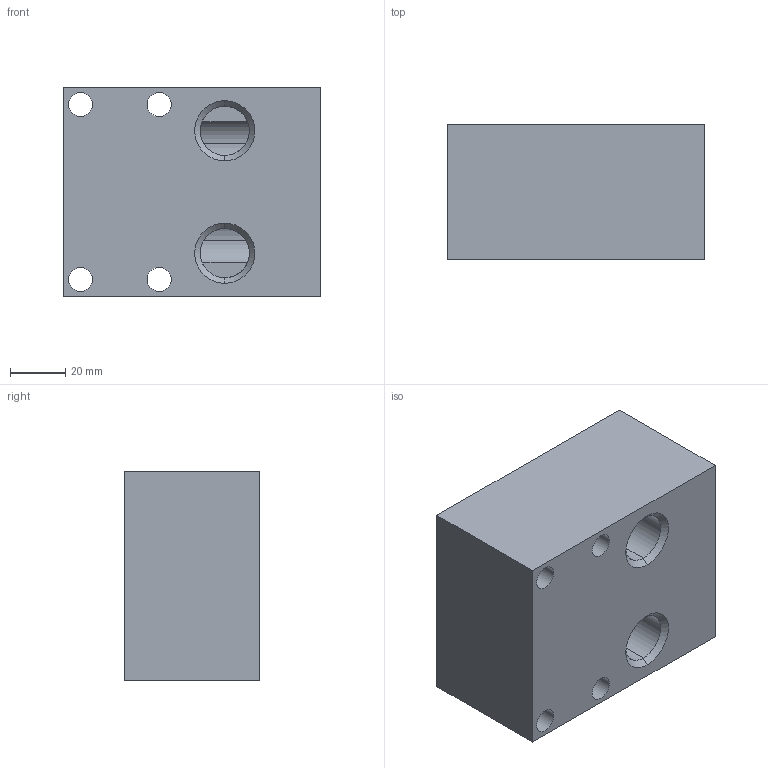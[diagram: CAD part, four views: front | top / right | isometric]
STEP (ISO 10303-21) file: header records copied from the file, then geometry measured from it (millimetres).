
FILE_DESCRIPTION((''),'2;1');
FILE_NAME('YWB_ASM','2023-02-24T',('ProEService'),(''),'PRO/ENGINEER BY PARAMETRIC TECHNOLOGY CORPORATION, 2014200','PRO/ENGINEER BY PARAMETRIC TECHNOLOGY CORPORATION, 2014200','');
FILE_SCHEMA(('CONFIG_CONTROL_DESIGN'));
Length unit declared in the file: inch
Products named in the file (2): 150-770-001; YWB_ASM
Assembly tree (1 placements, depth 2):
  YWB_ASM
    150-770-001
Bounding box: 93.68 x 49.23 x 76.2 mm (x, y, z)
Volume: 282240.8 mm3; surface area: 47422.8 mm2
Topology: 1 solids, 1 shells, 86 faces, 393 edges, 387 vertices
Faces by surface type: cylinder 44, cone 28, plane 14
Entity records: 4533 total; most frequent: CARTESIAN_POINT 1453, DIRECTION 637, ORIENTED_EDGE 424, VECTOR 265, LINE 265, EDGE_CURVE 212, AXIS2_PLACEMENT_3D 186, TRIMMED_CURVE 177
